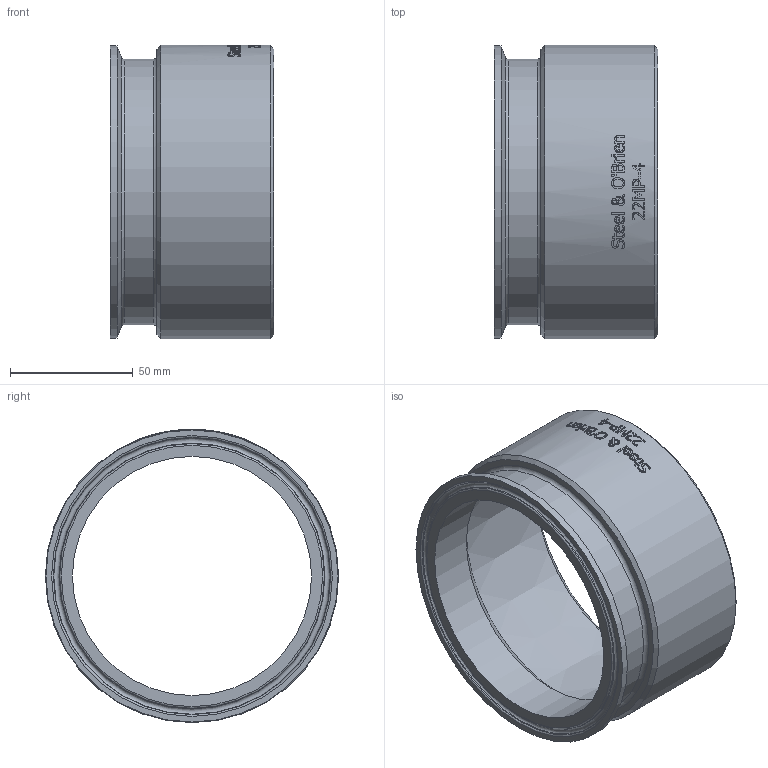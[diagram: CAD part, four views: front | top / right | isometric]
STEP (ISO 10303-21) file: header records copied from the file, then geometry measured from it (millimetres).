
FILE_DESCRIPTION(/* description */ (''),/* implementation_level */ '2;1');
FILE_NAME(/* name */ '22MP-4.ipt.stp',/* time_stamp */ '2019-08-23T16:29:59-04:00',/* author */ ('Engineering'),/* organization */ (''),/* preprocessor_version */ 'ST-DEVELOPER v15.2',/* originating_system */ 'Autodesk Inventor 2014',/* authorisation */ '');
FILE_SCHEMA (('AUTOMOTIVE_DESIGN { 1 0 10303 214 3 1 1 }'));
Length unit declared in the file: inch
Products named in the file (1): 22MP-4
Bounding box: 66.67 x 119.38 x 119.38 mm (x, y, z)
Volume: 140586.9 mm3; surface area: 54859.4 mm2
Topology: 1 solids, 1 shells, 331 faces, 878 edges, 581 vertices
Faces by surface type: bspline 149, plane 135, cylinder 34, cone 8, torus 5
Full cylindrical faces by diameter (mm): 97.384 x1, 108.102 x1, 118.923 x1, 119.38 x1
Entity records: 12794 total; most frequent: CARTESIAN_POINT 5440, ORIENTED_EDGE 1722, DIRECTION 1100, EDGE_CURVE 861, VERTEX_POINT 581, LINE 392, VECTOR 392, EDGE_LOOP 382
